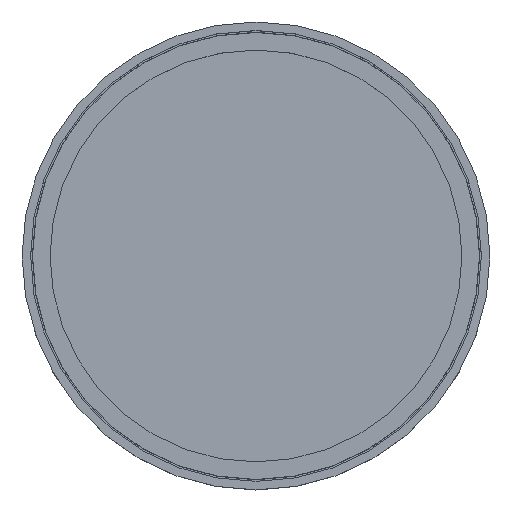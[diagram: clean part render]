
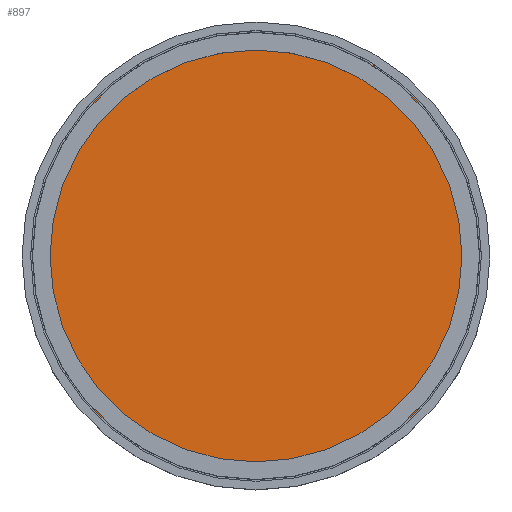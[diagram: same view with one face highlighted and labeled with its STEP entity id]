
A CAD part, top view. The second image highlights one B-rep face of the part: STEP entity #897.
In plain terms, the highlighted planar face has unit normal (0, 0, 1).
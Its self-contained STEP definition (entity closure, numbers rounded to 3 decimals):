
#18 = CIRCLE ( 'NONE', #20, 11.95 ) ;
#20 = AXIS2_PLACEMENT_3D ( 'NONE', #472, #109, #692 ) ;
#26 = CARTESIAN_POINT ( 'NONE',  ( 0., 0., 2.381 ) ) ;
#52 = VERTEX_POINT ( 'NONE', #245 ) ;
#109 = DIRECTION ( 'NONE',  ( 0., 0., -1. ) ) ;
#173 = CARTESIAN_POINT ( 'NONE',  ( -11.95, 0., 2.381 ) ) ;
#186 = CARTESIAN_POINT ( 'NONE',  ( 0., 0., 2.381 ) ) ;
#194 = VERTEX_POINT ( 'NONE', #173 ) ;
#234 = DIRECTION ( 'NONE',  ( 0., 0., 1. ) ) ;
#245 = CARTESIAN_POINT ( 'NONE',  ( 11.95, 0., 2.381 ) ) ;
#317 = EDGE_LOOP ( 'NONE', ( #811, #514 ) ) ;
#472 = CARTESIAN_POINT ( 'NONE',  ( 0., 0., 2.381 ) ) ;
#500 = AXIS2_PLACEMENT_3D ( 'NONE', #186, #702, #622 ) ;
#514 = ORIENTED_EDGE ( 'NONE', *, *, #816, .F. ) ;
#530 = PLANE ( 'NONE',  #801 ) ;
#622 = DIRECTION ( 'NONE',  ( 1., 0., 0. ) ) ;
#692 = DIRECTION ( 'NONE',  ( 1., 0., 0. ) ) ;
#702 = DIRECTION ( 'NONE',  ( 0., 0., -1. ) ) ;
#760 = DIRECTION ( 'NONE',  ( 1., 0., 0. ) ) ;
#776 = CIRCLE ( 'NONE', #500, 11.95 ) ;
#801 = AXIS2_PLACEMENT_3D ( 'NONE', #26, #234, #760 ) ;
#811 = ORIENTED_EDGE ( 'NONE', *, *, #827, .F. ) ;
#816 = EDGE_CURVE ( 'NONE', #194, #52, #18, .T. ) ;
#827 = EDGE_CURVE ( 'NONE', #52, #194, #776, .T. ) ;
#897 = ADVANCED_FACE ( 'NONE', ( #903 ), #530, .T. ) ;
#903 = FACE_OUTER_BOUND ( 'NONE', #317, .T. ) ;
